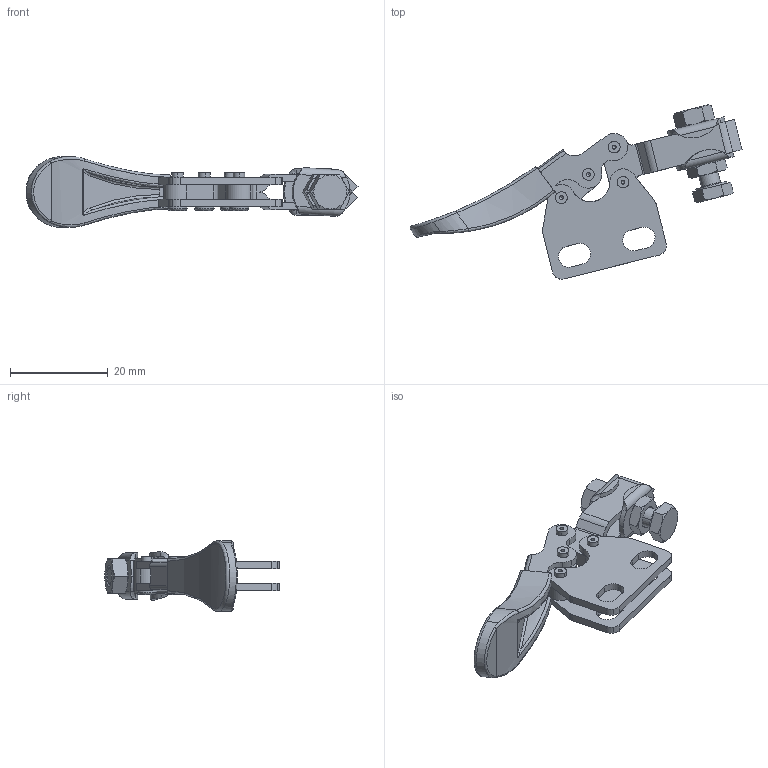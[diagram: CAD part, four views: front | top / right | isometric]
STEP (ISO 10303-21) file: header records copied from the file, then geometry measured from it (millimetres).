
FILE_DESCRIPTION((''),'2;1');
FILE_NAME('110.1.stp','2005-09-27T15:09:46',('Kysilko'),(''),'Autodesk Inventor 8','Autodesk Inventor 8','');
FILE_SCHEMA(('AUTOMOTIVE_DESIGN { 1 0 10303 214 1 1 1 1 }'));
Length unit declared in the file: millimetre
Products named in the file (1): Part6
Bounding box: 68.01 x 35.75 x 14.5 mm (x, y, z)
Volume: 4190.4 mm3; surface area: 5484 mm2
Topology: 1 solids, 1 shells, 377 faces, 1038 edges, 650 vertices
Faces by surface type: cylinder 143, plane 123, bspline 53, cone 50, torus 8
Entity records: 15924 total; most frequent: CARTESIAN_POINT 6607, ORIENTED_EDGE 2056, DIRECTION 1884, EDGE_CURVE 1028, AXIS2_PLACEMENT_3D 727, VERTEX_POINT 650, VECTOR 430, LINE 430
